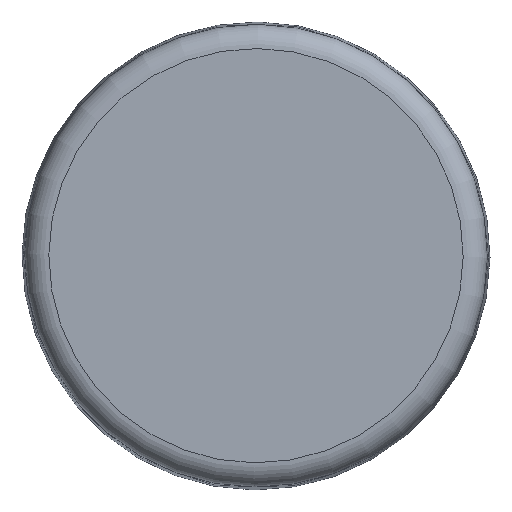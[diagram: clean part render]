
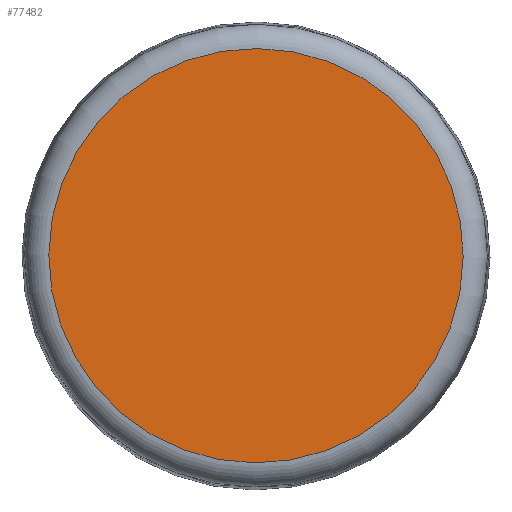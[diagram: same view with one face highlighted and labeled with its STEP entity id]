
A CAD part, top view. The second image highlights one B-rep face of the part: STEP entity #77482.
In plain terms, the highlighted planar face has unit normal (0, 0, 1).
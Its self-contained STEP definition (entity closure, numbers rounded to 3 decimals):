
#77459=CARTESIAN_POINT('',(13.663,0.0,12.));
#77460=VERTEX_POINT('',#77459);
#77461=CARTESIAN_POINT('',(0.0,0.0,12.));
#77462=DIRECTION('',(0.0,0.0,1.0));
#77463=DIRECTION('',(1.0,0.0,0.0));
#77464=AXIS2_PLACEMENT_3D('',#77461,#77462,#77463);
#77465=CIRCLE('',#77464,13.663);
#77466=EDGE_CURVE('',#77460,#77460,#77465,.T.);
#77474=CARTESIAN_POINT('',(6.831,0.0,12.));
#77475=DIRECTION('',(0.0,0.0,1.0));
#77476=DIRECTION('',(1.0,0.0,0.0));
#77477=AXIS2_PLACEMENT_3D('',#77474,#77475,#77476);
#77478=PLANE('',#77477);
#77479=ORIENTED_EDGE('',*,*,#77466,.T.);
#77480=EDGE_LOOP('',(#77479));
#77481=FACE_OUTER_BOUND('',#77480,.T.);
#77482=ADVANCED_FACE('',(#77481),#77478,.T.);
